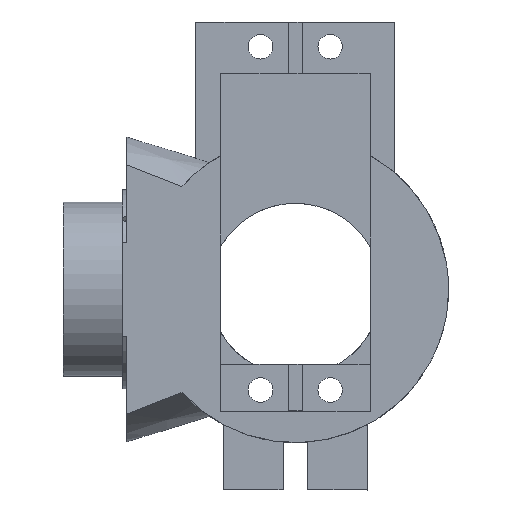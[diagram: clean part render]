
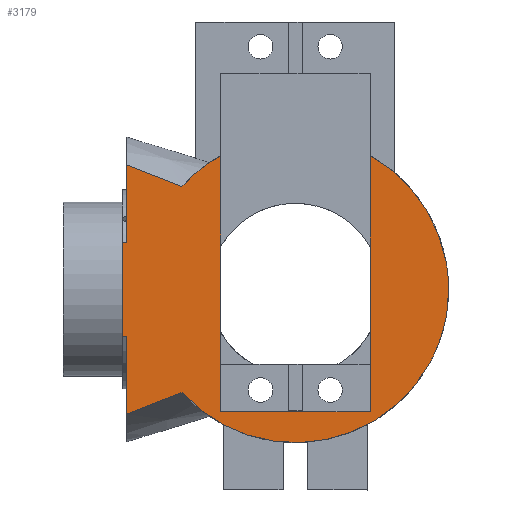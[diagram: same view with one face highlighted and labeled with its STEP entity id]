
A CAD part, front view. The second image highlights one B-rep face of the part: STEP entity #3179.
In plain terms, the highlighted planar face has unit normal (0, -1, 0).
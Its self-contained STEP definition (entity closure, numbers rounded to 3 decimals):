
#132=CIRCLE('',#3478,21.89);
#149=CIRCLE('',#3498,21.884);
#155=CIRCLE('',#3519,82416.238);
#156=CIRCLE('',#3520,82416.238);
#158=CIRCLE('',#3525,24.446);
#193=(
BOUNDED_CURVE()
B_SPLINE_CURVE(2,(#4868,#4869,#4870),.UNSPECIFIED.,.F.,.F.)
B_SPLINE_CURVE_WITH_KNOTS((3,3),(-5.967,-4.886),
 .UNSPECIFIED.)
CURVE()
GEOMETRIC_REPRESENTATION_ITEM()
RATIONAL_B_SPLINE_CURVE((2.139,2.063,1.978))
REPRESENTATION_ITEM('')
);
#194=(
BOUNDED_CURVE()
B_SPLINE_CURVE(2,(#4884,#4885,#4886),.UNSPECIFIED.,.F.,.F.)
B_SPLINE_CURVE_WITH_KNOTS((3,3),(-23.248,-22.165),
 .UNSPECIFIED.)
CURVE()
GEOMETRIC_REPRESENTATION_ITEM()
RATIONAL_B_SPLINE_CURVE((1.977,2.063,2.138))
REPRESENTATION_ITEM('')
);
#197=(
BOUNDED_CURVE()
B_SPLINE_CURVE(2,(#4931,#4932,#4933),.UNSPECIFIED.,.F.,.F.)
B_SPLINE_CURVE_WITH_KNOTS((3,3),(-10.042,-9.984),
 .UNSPECIFIED.)
CURVE()
GEOMETRIC_REPRESENTATION_ITEM()
RATIONAL_B_SPLINE_CURVE((1.,1.,1.))
REPRESENTATION_ITEM('')
);
#198=(
BOUNDED_CURVE()
B_SPLINE_CURVE(2,(#4941,#4942,#4943),.UNSPECIFIED.,.F.,.F.)
B_SPLINE_CURVE_WITH_KNOTS((3,3),(-10.91,-10.853),
 .UNSPECIFIED.)
CURVE()
GEOMETRIC_REPRESENTATION_ITEM()
RATIONAL_B_SPLINE_CURVE((0.998,0.998,0.998))
REPRESENTATION_ITEM('')
);
#284=ELLIPSE('',#3346,23.027,22.225);
#306=ELLIPSE('',#3470,21.94,21.909);
#420=FACE_OUTER_BOUND('',#586,.T.);
#586=EDGE_LOOP('',(#2617,#2618,#2619,#2620,#2621,#2622,#2623,#2624,#2625,
#2626,#2627,#2628,#2629,#2630,#2631,#2632,#2633,#2634,#2635,#2636));
#857=LINE('',#5648,#1112);
#858=LINE('',#5651,#1113);
#862=LINE('',#5663,#1117);
#863=LINE('',#5664,#1118);
#866=LINE('',#5672,#1121);
#869=LINE('',#5679,#1124);
#870=LINE('',#5681,#1125);
#871=LINE('',#5682,#1126);
#872=LINE('',#5683,#1127);
#1112=VECTOR('',#4291,10.);
#1113=VECTOR('',#4294,10.);
#1117=VECTOR('',#4308,10.);
#1118=VECTOR('',#4309,10.);
#1121=VECTOR('',#4314,10.);
#1124=VECTOR('',#4323,10.);
#1125=VECTOR('',#4326,10.);
#1126=VECTOR('',#4327,10.);
#1127=VECTOR('',#4328,10.);
#1317=VERTEX_POINT('',#4865);
#1318=VERTEX_POINT('',#4867);
#1319=VERTEX_POINT('',#4882);
#1320=VERTEX_POINT('',#4883);
#1324=VERTEX_POINT('',#4920);
#1325=VERTEX_POINT('',#4929);
#1326=VERTEX_POINT('',#4930);
#1327=VERTEX_POINT('',#4937);
#1328=VERTEX_POINT('',#4939);
#1433=VERTEX_POINT('',#5417);
#1434=VERTEX_POINT('',#5419);
#1442=VERTEX_POINT('',#5456);
#1462=VERTEX_POINT('',#5532);
#1463=VERTEX_POINT('',#5534);
#1484=VERTEX_POINT('',#5646);
#1485=VERTEX_POINT('',#5650);
#1487=VERTEX_POINT('',#5657);
#1491=VERTEX_POINT('',#5669);
#1492=VERTEX_POINT('',#5671);
#1493=VERTEX_POINT('',#5675);
#1670=EDGE_CURVE('',#1318,#1317,#193,.T.);
#1672=EDGE_CURVE('',#1319,#1320,#194,.T.);
#1680=EDGE_CURVE('',#1324,#1318,#284,.T.);
#1684=EDGE_CURVE('',#1325,#1326,#197,.T.);
#1689=EDGE_CURVE('',#1327,#1328,#198,.T.);
#1827=EDGE_CURVE('',#1434,#1433,#306,.T.);
#1839=EDGE_CURVE('',#1320,#1442,#132,.T.);
#1868=EDGE_CURVE('',#1463,#1462,#149,.T.);
#1912=EDGE_CURVE('',#1433,#1484,#857,.T.);
#1913=EDGE_CURVE('',#1485,#1463,#858,.T.);
#1917=EDGE_CURVE('',#1487,#1434,#155,.T.);
#1918=EDGE_CURVE('',#1442,#1487,#156,.T.);
#1920=EDGE_CURVE('',#1326,#1319,#862,.T.);
#1921=EDGE_CURVE('',#1317,#1327,#863,.T.);
#1924=EDGE_CURVE('',#1492,#1491,#866,.T.);
#1926=EDGE_CURVE('',#1493,#1485,#158,.T.);
#1928=EDGE_CURVE('',#1484,#1493,#869,.T.);
#1929=EDGE_CURVE('',#1492,#1462,#870,.T.);
#1930=EDGE_CURVE('',#1324,#1491,#871,.T.);
#1931=EDGE_CURVE('',#1325,#1328,#872,.T.);
#2617=ORIENTED_EDGE('',*,*,#1926,.T.);
#2618=ORIENTED_EDGE('',*,*,#1913,.T.);
#2619=ORIENTED_EDGE('',*,*,#1868,.T.);
#2620=ORIENTED_EDGE('',*,*,#1929,.F.);
#2621=ORIENTED_EDGE('',*,*,#1924,.T.);
#2622=ORIENTED_EDGE('',*,*,#1930,.F.);
#2623=ORIENTED_EDGE('',*,*,#1680,.T.);
#2624=ORIENTED_EDGE('',*,*,#1670,.T.);
#2625=ORIENTED_EDGE('',*,*,#1921,.T.);
#2626=ORIENTED_EDGE('',*,*,#1689,.T.);
#2627=ORIENTED_EDGE('',*,*,#1931,.F.);
#2628=ORIENTED_EDGE('',*,*,#1684,.T.);
#2629=ORIENTED_EDGE('',*,*,#1920,.T.);
#2630=ORIENTED_EDGE('',*,*,#1672,.T.);
#2631=ORIENTED_EDGE('',*,*,#1839,.T.);
#2632=ORIENTED_EDGE('',*,*,#1918,.T.);
#2633=ORIENTED_EDGE('',*,*,#1917,.T.);
#2634=ORIENTED_EDGE('',*,*,#1827,.T.);
#2635=ORIENTED_EDGE('',*,*,#1912,.T.);
#2636=ORIENTED_EDGE('',*,*,#1928,.T.);
#3017=PLANE('',#3527);
#3179=ADVANCED_FACE('',(#420),#3017,.F.);
#3346=AXIS2_PLACEMENT_3D('',#4921,#3889,#3890);
#3470=AXIS2_PLACEMENT_3D('',#5420,#4160,#4161);
#3478=AXIS2_PLACEMENT_3D('',#5462,#4181,#4182);
#3498=AXIS2_PLACEMENT_3D('',#5535,#4224,#4225);
#3519=AXIS2_PLACEMENT_3D('',#5658,#4300,#4301);
#3520=AXIS2_PLACEMENT_3D('',#5659,#4302,#4303);
#3525=AXIS2_PLACEMENT_3D('',#5676,#4318,#4319);
#3527=AXIS2_PLACEMENT_3D('',#5680,#4324,#4325);
#3889=DIRECTION('center_axis',(0.,-1.,0.));
#3890=DIRECTION('ref_axis',(-0.528,0.,0.849));
#4160=DIRECTION('center_axis',(0.,-1.,0.));
#4161=DIRECTION('ref_axis',(-0.951,0.,0.308));
#4181=DIRECTION('center_axis',(0.,-1.,0.));
#4182=DIRECTION('ref_axis',(-0.28,0.,0.96));
#4224=DIRECTION('center_axis',(0.,-1.,0.));
#4225=DIRECTION('ref_axis',(0.738,0.,0.675));
#4291=DIRECTION('',(0.145,0.,0.989));
#4294=DIRECTION('',(-0.157,0.,0.988));
#4300=DIRECTION('center_axis',(0.,1.,0.));
#4301=DIRECTION('ref_axis',(0.,0.,1.));
#4302=DIRECTION('center_axis',(0.,1.,0.));
#4303=DIRECTION('ref_axis',(0.,0.,1.));
#4308=DIRECTION('',(0.,0.,-1.));
#4309=DIRECTION('',(0.,0.,-1.));
#4314=DIRECTION('',(-1.,0.,0.));
#4318=DIRECTION('center_axis',(0.,-1.,0.));
#4319=DIRECTION('ref_axis',(-0.327,0.,0.945));
#4323=DIRECTION('',(0.051,0.,0.999));
#4324=DIRECTION('center_axis',(0.,1.,0.));
#4325=DIRECTION('ref_axis',(-1.,0.,0.));
#4326=DIRECTION('',(0.,0.,1.));
#4327=DIRECTION('',(0.,0.,-1.));
#4328=DIRECTION('',(0.,0.,1.));
#4865=CARTESIAN_POINT('',(-59.688,-6.531,42.862));
#4867=CARTESIAN_POINT('',(-51.779,-6.531,39.765));
#4868=CARTESIAN_POINT('Ctrl Pts',(-51.779,-6.531,39.765));
#4869=CARTESIAN_POINT('Ctrl Pts',(-55.334,-6.531,41.219));
#4870=CARTESIAN_POINT('Ctrl Pts',(-59.688,-6.531,42.862));
#4882=CARTESIAN_POINT('',(-59.688,-6.531,7.216));
#4883=CARTESIAN_POINT('',(-51.759,-6.531,10.319));
#4884=CARTESIAN_POINT('Ctrl Pts',(-59.688,-6.531,7.216));
#4885=CARTESIAN_POINT('Ctrl Pts',(-55.322,-6.531,8.863));
#4886=CARTESIAN_POINT('Ctrl Pts',(-51.759,-6.531,10.319));
#4920=CARTESIAN_POINT('',(-46.253,-6.531,44.156));
#4921=CARTESIAN_POINT('Origin',(-35.016,-6.531,24.059));
#4929=CARTESIAN_POINT('',(-60.262,-6.531,18.326));
#4930=CARTESIAN_POINT('',(-59.688,-6.531,18.326));
#4931=CARTESIAN_POINT('Ctrl Pts',(-60.262,-6.531,18.326));
#4932=CARTESIAN_POINT('Ctrl Pts',(-59.975,-6.531,18.326));
#4933=CARTESIAN_POINT('Ctrl Pts',(-59.688,-6.531,18.326));
#4937=CARTESIAN_POINT('',(-59.688,-6.531,31.769));
#4939=CARTESIAN_POINT('',(-60.262,-6.531,31.768));
#4941=CARTESIAN_POINT('Ctrl Pts',(-59.688,-6.531,31.769));
#4942=CARTESIAN_POINT('Ctrl Pts',(-59.975,-6.531,31.768));
#4943=CARTESIAN_POINT('Ctrl Pts',(-60.262,-6.531,31.768));
#5417=CARTESIAN_POINT('',(-14.054,-6.531,20.946));
#5419=CARTESIAN_POINT('',(-15.751,-6.531,15.725));
#5420=CARTESIAN_POINT('Origin',(-35.604,-6.531,25.062));
#5456=CARTESIAN_POINT('',(-16.376,-6.531,14.5));
#5462=CARTESIAN_POINT('Origin',(-35.56,-6.531,25.042));
#5532=CARTESIAN_POINT('',(-24.875,-6.531,44.159));
#5534=CARTESIAN_POINT('',(-14.055,-6.531,29.152));
#5535=CARTESIAN_POINT('Origin',(-35.558,-6.531,25.06));
#5646=CARTESIAN_POINT('',(-13.839,-6.531,22.304));
#5648=CARTESIAN_POINT('',(-14.221,-6.531,19.792));
#5650=CARTESIAN_POINT('',(-13.839,-6.531,27.793));
#5651=CARTESIAN_POINT('',(-13.53,-6.531,25.842));
#5657=CARTESIAN_POINT('',(-16.054,-6.531,15.128));
#5658=CARTESIAN_POINT('Origin',(73417.061,-6.405,-37401.633));
#5659=CARTESIAN_POINT('Origin',(73417.061,-6.405,-37401.633));
#5663=CARTESIAN_POINT('',(-59.688,-6.531,22.884));
#5664=CARTESIAN_POINT('',(-59.688,-6.531,22.884));
#5669=CARTESIAN_POINT('',(-46.253,-6.531,7.578));
#5671=CARTESIAN_POINT('',(-24.875,-6.531,7.578));
#5672=CARTESIAN_POINT('',(-34.261,-6.531,7.578));
#5675=CARTESIAN_POINT('',(-13.666,-6.531,25.049));
#5676=CARTESIAN_POINT('Origin',(-38.111,-6.531,24.887));
#5679=CARTESIAN_POINT('',(-13.843,-6.531,21.657));
#5680=CARTESIAN_POINT('Origin',(-32.959,-6.531,20.267));
#5681=CARTESIAN_POINT('',(-24.875,-6.531,22.799));
#5682=CARTESIAN_POINT('',(-46.253,-6.531,22.799));
#5683=CARTESIAN_POINT('',(-60.262,-6.531,22.927));
